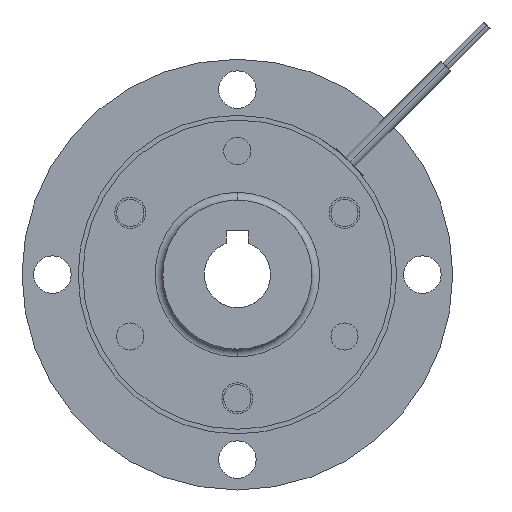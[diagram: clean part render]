
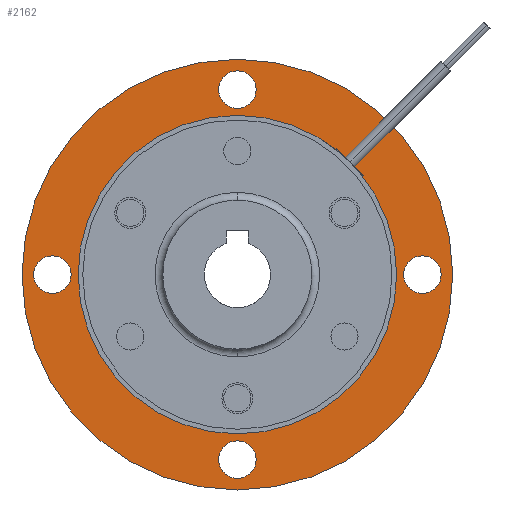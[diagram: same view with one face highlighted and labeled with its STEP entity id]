
A CAD part, left-side view. The second image highlights one B-rep face of the part: STEP entity #2162.
In plain terms, the highlighted planar face has unit normal (-1, 0, 0).
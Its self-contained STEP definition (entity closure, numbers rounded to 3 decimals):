
#1794=CARTESIAN_POINT('POINT112',(26.9,0.,19.5));
#1795=VERTEX_POINT('VERTEX112',#1794);
#1802=CARTESIAN_POINT('POINT113',(26.9,0.,
   -19.5));
#1803=VERTEX_POINT('VERTEX113',#1802);
#1804=CARTESIAN_POINT('POS155',(26.9,0.,0.));
#1805=DIRECTION('DIR249',(-1.,0.,0.));
#1806=DIRECTION('DIR250',(0.,0.,1.));
#1807=AXIS2_PLACEMENT_3D('AXIS95',#1804,#1805,#1806);
#1808=CIRCLE('ELLIPSE55',#1807,19.5);
#1809=EDGE_CURVE('EDGE170',#1803,#1795,#1808,.T.);
#1829=EDGE_CURVE('EDGE172',#1795,#1803,#1808,.T.);
#1834=CARTESIAN_POINT('POINT114',(26.9,0.,
   -15.05));
#1835=VERTEX_POINT('VERTEX114',#1834);
#1842=CARTESIAN_POINT('POINT115',(26.9,0.,
   -18.45));
#1843=VERTEX_POINT('VERTEX115',#1842);
#1844=CARTESIAN_POINT('POS159',(26.9,0.,-16.75));
#1845=DIRECTION('DIR255',(1.,0.,0.));
#1846=DIRECTION('DIR256',(0.,0.,1.));
#1847=AXIS2_PLACEMENT_3D('AXIS97',#1844,#1845,#1846);
#1848=CIRCLE('ELLIPSE56',#1847,1.7);
#1849=EDGE_CURVE('EDGE174',#1843,#1835,#1848,.T.);
#1869=EDGE_CURVE('EDGE176',#1835,#1843,#1848,.T.);
#1874=CARTESIAN_POINT('POINT116',(26.9,-15.05,
   0.));
#1875=VERTEX_POINT('VERTEX116',#1874);
#1882=CARTESIAN_POINT('POINT117',(26.9,-18.45,
   0.));
#1883=VERTEX_POINT('VERTEX117',#1882);
#1884=CARTESIAN_POINT('POS163',(26.9,-16.75,
   0.));
#1885=DIRECTION('DIR261',(1.,0.,0.));
#1886=DIRECTION('DIR262',(0.,1.,0.));
#1887=AXIS2_PLACEMENT_3D('AXIS99',#1884,#1885,#1886);
#1888=CIRCLE('ELLIPSE57',#1887,1.7);
#1889=EDGE_CURVE('EDGE178',#1883,#1875,#1888,.T.);
#1909=EDGE_CURVE('EDGE180',#1875,#1883,#1888,.T.);
#1914=CARTESIAN_POINT('POINT118',(26.9,0.,
   15.05));
#1915=VERTEX_POINT('VERTEX118',#1914);
#1922=CARTESIAN_POINT('POINT119',(26.9,0.,
   18.45));
#1923=VERTEX_POINT('VERTEX119',#1922);
#1924=CARTESIAN_POINT('POS167',(26.9,0.,
   16.75));
#1925=DIRECTION('DIR267',(1.,0.,0.));
#1926=DIRECTION('DIR268',(0.,0.,-1.));
#1927=AXIS2_PLACEMENT_3D('AXIS101',#1924,#1925,#1926);
#1928=CIRCLE('ELLIPSE58',#1927,1.7);
#1929=EDGE_CURVE('EDGE182',#1923,#1915,#1928,.T.);
#1949=EDGE_CURVE('EDGE184',#1915,#1923,#1928,.T.);
#1954=CARTESIAN_POINT('POINT120',(26.9,15.05,
   0.));
#1955=VERTEX_POINT('VERTEX120',#1954);
#1962=CARTESIAN_POINT('POINT121',(26.9,18.45,
   0.));
#1963=VERTEX_POINT('VERTEX121',#1962);
#1964=CARTESIAN_POINT('POS171',(26.9,16.75,
   0.));
#1965=DIRECTION('DIR273',(1.,0.,0.));
#1966=DIRECTION('DIR274',(0.,-1.,0.));
#1967=AXIS2_PLACEMENT_3D('AXIS103',#1964,#1965,#1966);
#1968=CIRCLE('ELLIPSE59',#1967,1.7);
#1969=EDGE_CURVE('EDGE186',#1963,#1955,#1968,.T.);
#1989=EDGE_CURVE('EDGE188',#1955,#1963,#1968,.T.);
#2122=ORIENTED_EDGE('COEDGE375',*,*,#1989,.T.);
#2123=ORIENTED_EDGE('COEDGE376',*,*,#1969,.T.);
#2124=EDGE_LOOP('NONE',(#2122,#2123));
#2125=FACE_BOUND('LOOP1',#2124,.T.);
#2126=ORIENTED_EDGE('COEDGE377',*,*,#1949,.T.);
#2127=ORIENTED_EDGE('COEDGE378',*,*,#1929,.T.);
#2128=EDGE_LOOP('NONE',(#2126,#2127));
#2129=FACE_BOUND('LOOP1',#2128,.T.);
#2130=ORIENTED_EDGE('COEDGE379',*,*,#1909,.T.);
#2131=ORIENTED_EDGE('COEDGE380',*,*,#1889,.T.);
#2132=EDGE_LOOP('NONE',(#2130,#2131));
#2133=FACE_BOUND('LOOP1',#2132,.T.);
#2134=ORIENTED_EDGE('COEDGE381',*,*,#1869,.T.);
#2135=ORIENTED_EDGE('COEDGE382',*,*,#1849,.T.);
#2136=EDGE_LOOP('NONE',(#2134,#2135));
#2137=FACE_BOUND('LOOP1',#2136,.T.);
#2138=ORIENTED_EDGE('COEDGE383',*,*,#1829,.T.);
#2139=ORIENTED_EDGE('COEDGE384',*,*,#1809,.T.);
#2140=EDGE_LOOP('NONE',(#2138,#2139));
#2141=FACE_BOUND('LOOP1',#2140,.T.);
#2142=CARTESIAN_POINT('POINT124',(26.9,0.,
   14.42));
#2143=VERTEX_POINT('VERTEX124',#2142);
#2144=CARTESIAN_POINT('POINT125',(26.9,0.,
   -14.42));
#2145=VERTEX_POINT('VERTEX125',#2144);
#2146=CARTESIAN_POINT('POS179',(26.9,0.,0.));
#2147=DIRECTION('DIR286',(-1.,0.,0.));
#2148=DIRECTION('DIR287',(0.,0.,-1.));
#2149=AXIS2_PLACEMENT_3D('AXIS108',#2146,#2147,#2148);
#2150=CIRCLE('ELLIPSE61',#2149,14.42);
#2151=EDGE_CURVE('EDGE195',#2143,#2145,#2150,.T.);
#2152=ORIENTED_EDGE('COEDGE385',*,*,#2151,.F.);
#2153=EDGE_CURVE('EDGE196',#2145,#2143,#2150,.T.);
#2154=ORIENTED_EDGE('COEDGE386',*,*,#2153,.F.);
#2155=EDGE_LOOP('NONE',(#2152,#2154));
#2156=FACE_BOUND('LOOP1',#2155,.T.);
#2157=CARTESIAN_POINT('POS180',(26.9,0.,0.));
#2158=DIRECTION('DIR288',(-1.,0.,0.));
#2159=DIRECTION('DIR289',(0.,1.,0.));
#2160=AXIS2_PLACEMENT_3D('AXIS109',#2157,#2158,#2159);
#2161=PLANE('PLANE16',#2160);
#2162=ADVANCED_FACE('FACE90',(#2125,#2129,#2133,#2137,#2141,#2156),#2161
   ,.T.);
